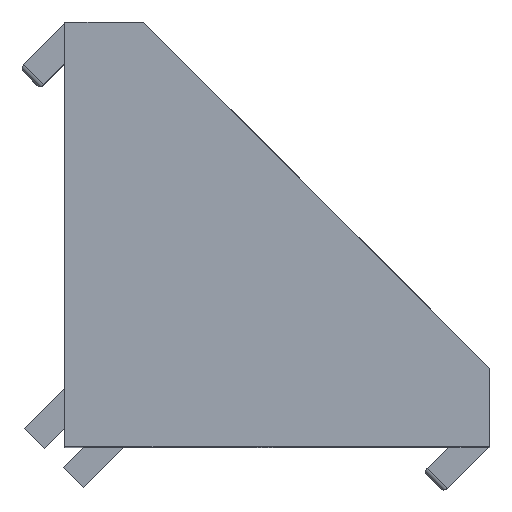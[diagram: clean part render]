
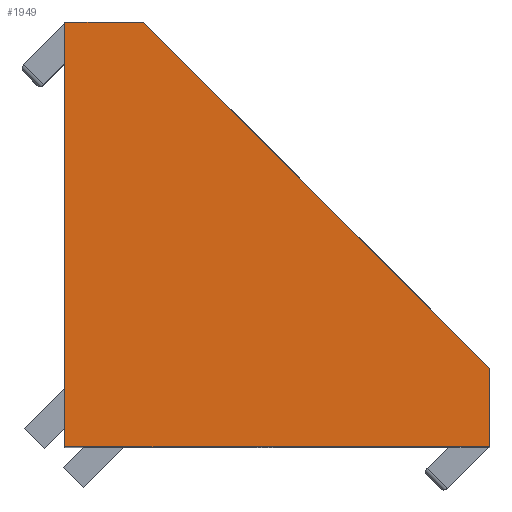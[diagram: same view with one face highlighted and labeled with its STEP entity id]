
A CAD part, top view. The second image highlights one B-rep face of the part: STEP entity #1949.
In plain terms, the highlighted planar face has unit normal (0, 0, 1).
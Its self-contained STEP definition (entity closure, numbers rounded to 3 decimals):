
#52 = EDGE_CURVE ( 'NONE', #707, #431, #2403, .T. ) ;
#155 = EDGE_LOOP ( 'NONE', ( #333, #1001, #728, #884, #1854 ) ) ;
#166 = VERTEX_POINT ( 'NONE', #1128 ) ;
#243 = VECTOR ( 'NONE', #2030, 1000. ) ;
#333 = ORIENTED_EDGE ( 'NONE', *, *, #2821, .T. ) ;
#431 = VERTEX_POINT ( 'NONE', #610 ) ;
#494 = DIRECTION ( 'NONE',  ( 0., 0., -1. ) ) ;
#610 = CARTESIAN_POINT ( 'NONE',  ( 5., 27., 14. ) ) ;
#707 = VERTEX_POINT ( 'NONE', #2119 ) ;
#728 = ORIENTED_EDGE ( 'NONE', *, *, #52, .T. ) ;
#841 = LINE ( 'NONE', #2453, #2879 ) ;
#884 = ORIENTED_EDGE ( 'NONE', *, *, #1031, .T. ) ;
#1001 = ORIENTED_EDGE ( 'NONE', *, *, #1734, .T. ) ;
#1014 = LINE ( 'NONE', #2303, #243 ) ;
#1031 = EDGE_CURVE ( 'NONE', #431, #2021, #2144, .T. ) ;
#1066 = CARTESIAN_POINT ( 'NONE',  ( 0., 0., 14. ) ) ;
#1103 = CARTESIAN_POINT ( 'NONE',  ( 0., 27., 14. ) ) ;
#1128 = CARTESIAN_POINT ( 'NONE',  ( 0., 0., 14. ) ) ;
#1283 = LINE ( 'NONE', #2092, #2940 ) ;
#1336 = FACE_OUTER_BOUND ( 'NONE', #155, .T. ) ;
#1376 = VERTEX_POINT ( 'NONE', #3234 ) ;
#1696 = VECTOR ( 'NONE', #2419, 1000. ) ;
#1734 = EDGE_CURVE ( 'NONE', #1376, #707, #1014, .T. ) ;
#1795 = VECTOR ( 'NONE', #2434, 1000. ) ;
#1854 = ORIENTED_EDGE ( 'NONE', *, *, #2764, .T. ) ;
#1949 = ADVANCED_FACE ( 'NONE', ( #1336 ), #2393, .F. ) ;
#2021 = VERTEX_POINT ( 'NONE', #1103 ) ;
#2030 = DIRECTION ( 'NONE',  ( 0., 1., 0. ) ) ;
#2092 = CARTESIAN_POINT ( 'NONE',  ( 0., 0., 14. ) ) ;
#2119 = CARTESIAN_POINT ( 'NONE',  ( 27., 5., 14. ) ) ;
#2144 = LINE ( 'NONE', #2412, #1795 ) ;
#2303 = CARTESIAN_POINT ( 'NONE',  ( 27., 5., 14. ) ) ;
#2393 = PLANE ( 'NONE',  #3315 ) ;
#2403 = LINE ( 'NONE', #3210, #1696 ) ;
#2412 = CARTESIAN_POINT ( 'NONE',  ( 0., 27., 14. ) ) ;
#2419 = DIRECTION ( 'NONE',  ( -0.707, 0.707, 0. ) ) ;
#2434 = DIRECTION ( 'NONE',  ( -1., 0., 0. ) ) ;
#2453 = CARTESIAN_POINT ( 'NONE',  ( 27., 0., 14. ) ) ;
#2764 = EDGE_CURVE ( 'NONE', #2021, #166, #1283, .T. ) ;
#2821 = EDGE_CURVE ( 'NONE', #166, #1376, #841, .T. ) ;
#2835 = DIRECTION ( 'NONE',  ( 0., -1., 0. ) ) ;
#2879 = VECTOR ( 'NONE', #2947, 1000. ) ;
#2940 = VECTOR ( 'NONE', #2835, 1000. ) ;
#2947 = DIRECTION ( 'NONE',  ( 1., 0., 0. ) ) ;
#3139 = DIRECTION ( 'NONE',  ( -1., 0., 0. ) ) ;
#3210 = CARTESIAN_POINT ( 'NONE',  ( 5., 27., 14. ) ) ;
#3234 = CARTESIAN_POINT ( 'NONE',  ( 27., 0., 14. ) ) ;
#3315 = AXIS2_PLACEMENT_3D ( 'NONE', #1066, #494, #3139 ) ;
